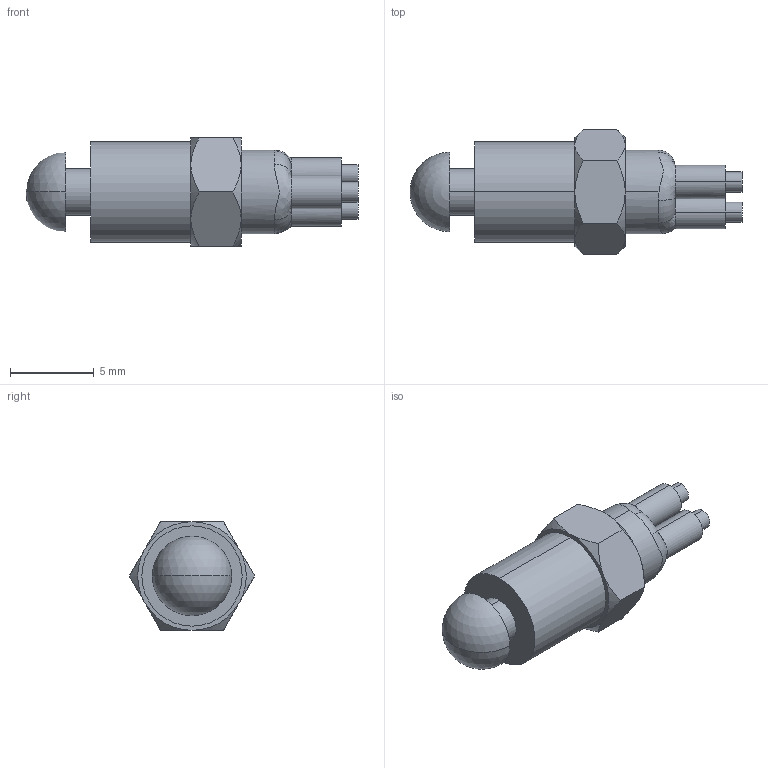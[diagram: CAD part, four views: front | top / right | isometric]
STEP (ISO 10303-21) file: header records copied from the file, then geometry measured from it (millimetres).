
FILE_DESCRIPTION (( 'STEP AP214' ), '1' );
FILE_NAME ('PyromationRTDD6L10.STEP', '2020-05-05T16:27:13', ( '' ), ( '' ), 'SwSTEP 2.0', 'SolidWorks 2020', '' );
FILE_SCHEMA (( 'AUTOMOTIVE_DESIGN' ));
Length unit declared in the file: millimetre
Products named in the file (1): PyromationRTDD6L10
Bounding box: 19.88 x 7.5 x 6.5 mm (x, y, z)
Volume: 404 mm3; surface area: 412.2 mm2
Topology: 1 solids, 1 shells, 55 faces, 137 edges, 89 vertices
Faces by surface type: cylinder 18, plane 17, cone 12, torus 3, bspline 3, sphere 2
Entity records: 2642 total; most frequent: CARTESIAN_POINT 714, DIRECTION 278, ORIENTED_EDGE 266, EDGE_CURVE 133, AXIS2_PLACEMENT_3D 121, VERTEX_POINT 87, CIRCLE 68, EDGE_LOOP 62
